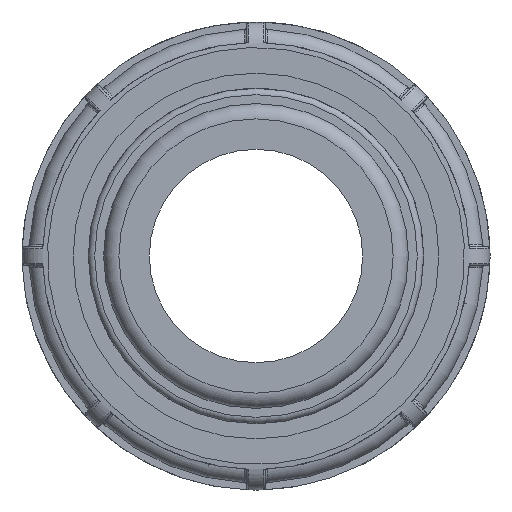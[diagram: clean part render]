
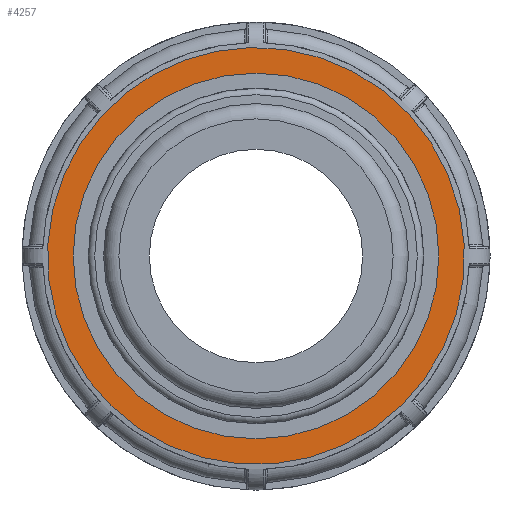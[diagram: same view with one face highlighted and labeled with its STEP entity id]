
A CAD part, left-side view. The second image highlights one B-rep face of the part: STEP entity #4257.
In plain terms, the highlighted planar face has unit normal (-1, 0, 0).
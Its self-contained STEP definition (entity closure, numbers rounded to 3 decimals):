
#57=FACE_BOUND('',#675,.T.);
#146=PLANE('',#4732);
#414=FACE_OUTER_BOUND('',#674,.T.);
#674=EDGE_LOOP('',(#3879));
#675=EDGE_LOOP('',(#3880));
#1439=CIRCLE('',#4458,32.7);
#1586=CIRCLE('',#4733,28.682);
#1763=VERTEX_POINT('',#6694);
#1993=VERTEX_POINT('',#8866);
#2251=EDGE_CURVE('',#1763,#1763,#1439,.T.);
#2629=EDGE_CURVE('',#1993,#1993,#1586,.T.);
#3879=ORIENTED_EDGE('',*,*,#2251,.F.);
#3880=ORIENTED_EDGE('',*,*,#2629,.T.);
#4257=ADVANCED_FACE('',(#414,#57),#146,.T.);
#4458=AXIS2_PLACEMENT_3D('',#6695,#5241,#5242);
#4732=AXIS2_PLACEMENT_3D('',#8865,#5938,#5939);
#4733=AXIS2_PLACEMENT_3D('',#8867,#5940,#5941);
#5241=DIRECTION('center_axis',(1.,0.,0.));
#5242=DIRECTION('ref_axis',(0.,0.,1.));
#5938=DIRECTION('center_axis',(-1.,0.,0.));
#5939=DIRECTION('ref_axis',(0.,0.,1.));
#5940=DIRECTION('center_axis',(1.,0.,0.));
#5941=DIRECTION('ref_axis',(0.,0.,-1.));
#6694=CARTESIAN_POINT('',(-88.2,24.137,22.061));
#6695=CARTESIAN_POINT('Origin',(-88.2,0.,0.));
#8865=CARTESIAN_POINT('Origin',(-88.2,33.462,0.));
#8866=CARTESIAN_POINT('',(-88.2,28.682,0.));
#8867=CARTESIAN_POINT('Origin',(-88.2,0.,0.));
